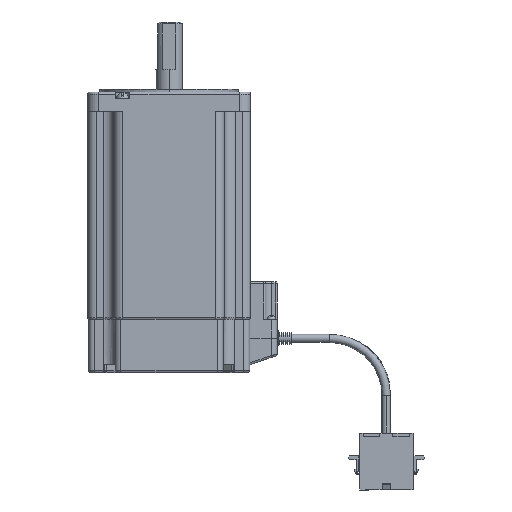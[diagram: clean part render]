
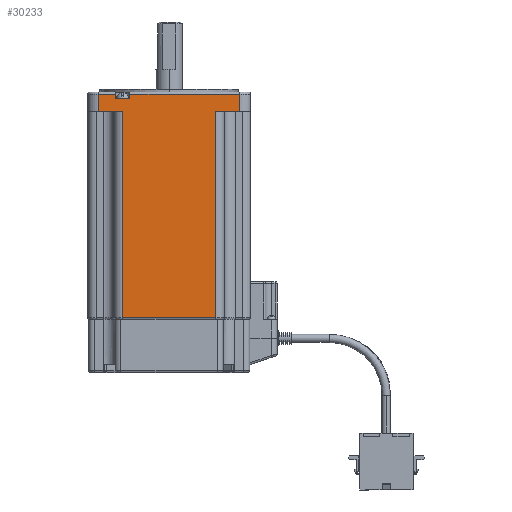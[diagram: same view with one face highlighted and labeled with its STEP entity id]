
A CAD part, left-side view. The second image highlights one B-rep face of the part: STEP entity #30233.
In plain terms, the highlighted planar face has unit normal (-1, 0, 0).
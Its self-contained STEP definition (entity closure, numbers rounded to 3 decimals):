
#4855 = AXIS2_PLACEMENT_3D ( 'NONE', #5633, #5639, #5640 ) ;
#5633 = CARTESIAN_POINT ( 'NONE',  ( -119.958, 0.46, 0. ) ) ;
#5637 = PLANE ( 'NONE',  #4855 ) ;
#5639 = DIRECTION ( 'NONE',  ( -1., 0., 0. ) ) ;
#5640 = DIRECTION ( 'NONE',  ( 0., 1., 0. ) ) ;
#10353 = VERTEX_POINT ( 'NONE', #23702 ) ;
#10355 = VERTEX_POINT ( 'NONE', #23703 ) ;
#10377 = VERTEX_POINT ( 'NONE', #23714 ) ;
#10407 = VERTEX_POINT ( 'NONE', #23729 ) ;
#10413 = VERTEX_POINT ( 'NONE', #23732 ) ;
#10419 = VERTEX_POINT ( 'NONE', #23735 ) ;
#10425 = VERTEX_POINT ( 'NONE', #23738 ) ;
#10427 = VERTEX_POINT ( 'NONE', #23739 ) ;
#10429 = VERTEX_POINT ( 'NONE', #23740 ) ;
#10433 = VERTEX_POINT ( 'NONE', #23742 ) ;
#10435 = VERTEX_POINT ( 'NONE', #23743 ) ;
#10445 = VERTEX_POINT ( 'NONE', #23748 ) ;
#10522 = ORIENTED_EDGE ( 'NONE', *, *, #12128, .T. ) ;
#10524 = ORIENTED_EDGE ( 'NONE', *, *, #12129, .T. ) ;
#10526 = ORIENTED_EDGE ( 'NONE', *, *, #12131, .F. ) ;
#10528 = ORIENTED_EDGE ( 'NONE', *, *, #12108, .T. ) ;
#10530 = ORIENTED_EDGE ( 'NONE', *, *, #12113, .T. ) ;
#10532 = ORIENTED_EDGE ( 'NONE', *, *, #12116, .T. ) ;
#10534 = ORIENTED_EDGE ( 'NONE', *, *, #12117, .T. ) ;
#10536 = ORIENTED_EDGE ( 'NONE', *, *, #12120, .T. ) ;
#10538 = ORIENTED_EDGE ( 'NONE', *, *, #12122, .T. ) ;
#10540 = ORIENTED_EDGE ( 'NONE', *, *, #12123, .T. ) ;
#10542 = ORIENTED_EDGE ( 'NONE', *, *, #12124, .T. ) ;
#10544 = ORIENTED_EDGE ( 'NONE', *, *, #12126, .T. ) ;
#12108 = EDGE_CURVE ( 'NONE', #10419, #10427, #15788, .T. ) ;
#12113 = EDGE_CURVE ( 'NONE', #10427, #10429, #15796, .T. ) ;
#12116 = EDGE_CURVE ( 'NONE', #10429, #10413, #15802, .T. ) ;
#12117 = EDGE_CURVE ( 'NONE', #10413, #10407, #15803, .T. ) ;
#12120 = EDGE_CURVE ( 'NONE', #10407, #10433, #15809, .T. ) ;
#12122 = EDGE_CURVE ( 'NONE', #10433, #10435, #15812, .T. ) ;
#12123 = EDGE_CURVE ( 'NONE', #10435, #10353, #15813, .T. ) ;
#12124 = EDGE_CURVE ( 'NONE', #10353, #10355, #15815, .T. ) ;
#12126 = EDGE_CURVE ( 'NONE', #10355, #10425, #15819, .T. ) ;
#12128 = EDGE_CURVE ( 'NONE', #10425, #10445, #15822, .T. ) ;
#12129 = EDGE_CURVE ( 'NONE', #10445, #10377, #15823, .T. ) ;
#12131 = EDGE_CURVE ( 'NONE', #10419, #10377, #15789, .T. ) ;
#12504 = EDGE_LOOP ( 'NONE', ( #10522, #10524, #10526, #10528, #10530, #10532, #10534, #10536, #10538, #10540, #10542, #10544 ) ) ;
#15788 = LINE ( 'NONE', #18068, #15790 ) ;
#15789 = LINE ( 'NONE', #18119, #15830 ) ;
#15790 = VECTOR ( 'NONE', #18069, 1000. ) ;
#15796 = LINE ( 'NONE', #18087, #15799 ) ;
#15799 = VECTOR ( 'NONE', #18088, 1000. ) ;
#15802 = LINE ( 'NONE', #18078, #15804 ) ;
#15803 = LINE ( 'NONE', #18096, #15806 ) ;
#15804 = VECTOR ( 'NONE', #18079, 1000. ) ;
#15806 = VECTOR ( 'NONE', #18097, 1000. ) ;
#15809 = LINE ( 'NONE', #18091, #15811 ) ;
#15811 = VECTOR ( 'NONE', #18092, 1000. ) ;
#15812 = LINE ( 'NONE', #18100, #15814 ) ;
#15813 = LINE ( 'NONE', #18110, #15816 ) ;
#15814 = VECTOR ( 'NONE', #18101, 1000. ) ;
#15815 = LINE ( 'NONE', #18112, #15818 ) ;
#15816 = VECTOR ( 'NONE', #18111, 1000. ) ;
#15818 = VECTOR ( 'NONE', #18113, 1000. ) ;
#15819 = LINE ( 'NONE', #18105, #15821 ) ;
#15821 = VECTOR ( 'NONE', #18106, 1000. ) ;
#15822 = LINE ( 'NONE', #18114, #15824 ) ;
#15823 = LINE ( 'NONE', #18123, #15826 ) ;
#15824 = VECTOR ( 'NONE', #18115, 1000. ) ;
#15826 = VECTOR ( 'NONE', #18124, 1000. ) ;
#15830 = VECTOR ( 'NONE', #18127, 1000. ) ;
#18068 = CARTESIAN_POINT ( 'NONE',  ( -119.958, 64.16, -60. ) ) ;
#18069 = DIRECTION ( 'NONE',  ( 0., 0., -1. ) ) ;
#18078 = CARTESIAN_POINT ( 'NONE',  ( -119.958, 71.76, -60. ) ) ;
#18079 = DIRECTION ( 'NONE',  ( 0., 0., 1. ) ) ;
#18087 = CARTESIAN_POINT ( 'NONE',  ( -119.958, 43.46, -3.5 ) ) ;
#18088 = DIRECTION ( 'NONE',  ( 0., 1., 0. ) ) ;
#18091 = CARTESIAN_POINT ( 'NONE',  ( -119.958, 80.76, -60. ) ) ;
#18092 = DIRECTION ( 'NONE',  ( 0., 0., -1. ) ) ;
#18096 = CARTESIAN_POINT ( 'NONE',  ( -119.958, 43.46, -1. ) ) ;
#18097 = DIRECTION ( 'NONE',  ( 0., 1., 0. ) ) ;
#18100 = CARTESIAN_POINT ( 'NONE',  ( -119.958, 43.46, -10. ) ) ;
#18101 = DIRECTION ( 'NONE',  ( 0., -1., 0. ) ) ;
#18105 = CARTESIAN_POINT ( 'NONE',  ( -119.958, 18.86, -60. ) ) ;
#18106 = DIRECTION ( 'NONE',  ( 0., 0., 1. ) ) ;
#18110 = CARTESIAN_POINT ( 'NONE',  ( -119.958, 68.06, -60. ) ) ;
#18111 = DIRECTION ( 'NONE',  ( 0., 0., -1. ) ) ;
#18112 = CARTESIAN_POINT ( 'NONE',  ( -119.958, 43.46, -119. ) ) ;
#18113 = DIRECTION ( 'NONE',  ( 0., -1., 0. ) ) ;
#18114 = CARTESIAN_POINT ( 'NONE',  ( -119.958, 43.46, -10. ) ) ;
#18115 = DIRECTION ( 'NONE',  ( 0., -1., 0. ) ) ;
#18119 = CARTESIAN_POINT ( 'NONE',  ( -119.958, 35.16, -1. ) ) ;
#18123 = CARTESIAN_POINT ( 'NONE',  ( -119.958, 6.16, -60. ) ) ;
#18124 = DIRECTION ( 'NONE',  ( 0., 0., 1. ) ) ;
#18127 = DIRECTION ( 'NONE',  ( 0., -1., 0. ) ) ;
#20210 = FACE_OUTER_BOUND ( 'NONE', #12504, .T. ) ;
#23702 = CARTESIAN_POINT ( 'NONE',  ( -119.958, 68.06, -119. ) ) ;
#23703 = CARTESIAN_POINT ( 'NONE',  ( -119.958, 18.86, -119. ) ) ;
#23714 = CARTESIAN_POINT ( 'NONE',  ( -119.958, 6.16, -1. ) ) ;
#23729 = CARTESIAN_POINT ( 'NONE',  ( -119.958, 80.76, -1. ) ) ;
#23732 = CARTESIAN_POINT ( 'NONE',  ( -119.958, 71.76, -1. ) ) ;
#23735 = CARTESIAN_POINT ( 'NONE',  ( -119.958, 64.16, -1. ) ) ;
#23738 = CARTESIAN_POINT ( 'NONE',  ( -119.958, 18.86, -10. ) ) ;
#23739 = CARTESIAN_POINT ( 'NONE',  ( -119.958, 64.16, -3.5 ) ) ;
#23740 = CARTESIAN_POINT ( 'NONE',  ( -119.958, 71.76, -3.5 ) ) ;
#23742 = CARTESIAN_POINT ( 'NONE',  ( -119.958, 80.76, -10. ) ) ;
#23743 = CARTESIAN_POINT ( 'NONE',  ( -119.958, 68.06, -10. ) ) ;
#23748 = CARTESIAN_POINT ( 'NONE',  ( -119.958, 6.16, -10. ) ) ;
#30233 = ADVANCED_FACE ( 'NONE', ( #20210 ), #5637, .T. ) ;
